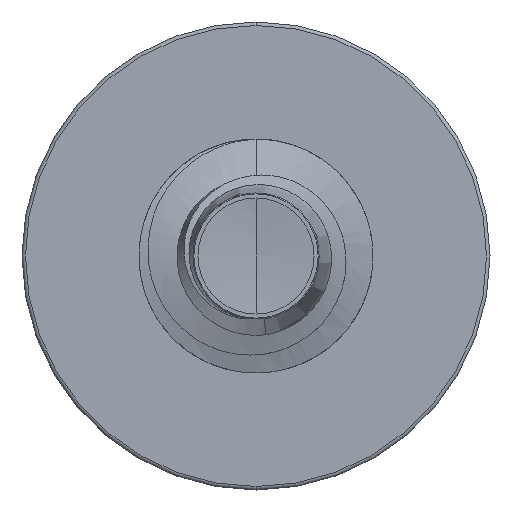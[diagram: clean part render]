
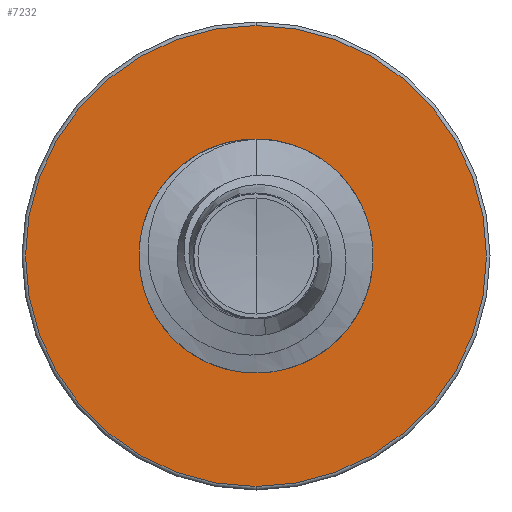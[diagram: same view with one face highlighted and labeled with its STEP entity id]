
A CAD part, front view. The second image highlights one B-rep face of the part: STEP entity #7232.
In plain terms, the highlighted planar face has unit normal (0, -1, 0).
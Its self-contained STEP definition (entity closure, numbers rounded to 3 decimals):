
#232 = CIRCLE ( 'NONE', #10521, 2.415 ) ;
#1013 = CARTESIAN_POINT ( 'NONE',  ( 0., 11., 4.925 ) ) ;
#1177 = ORIENTED_EDGE ( 'NONE', *, *, #8173, .T. ) ;
#1661 = DIRECTION ( 'NONE',  ( 0., 1., 0. ) ) ;
#2224 = CIRCLE ( 'NONE', #5126, 4.925 ) ;
#2525 = CIRCLE ( 'NONE', #9860, 4.925 ) ;
#2823 = CARTESIAN_POINT ( 'NONE',  ( 0., 11., 2.415 ) ) ;
#2901 = ORIENTED_EDGE ( 'NONE', *, *, #8078, .F. ) ;
#3357 = AXIS2_PLACEMENT_3D ( 'NONE', #6808, #3948, #10743 ) ;
#3428 = CIRCLE ( 'NONE', #7247, 2.415 ) ;
#3467 = VERTEX_POINT ( 'NONE', #1013 ) ;
#3615 = CARTESIAN_POINT ( 'NONE',  ( 0., 11., 0. ) ) ;
#3888 = CARTESIAN_POINT ( 'NONE',  ( 0., 11., 0. ) ) ;
#3948 = DIRECTION ( 'NONE',  ( 0., 1., 0. ) ) ;
#4579 = DIRECTION ( 'NONE',  ( 0., 0., 1. ) ) ;
#4845 = DIRECTION ( 'NONE',  ( 0., 0., 1. ) ) ;
#5126 = AXIS2_PLACEMENT_3D ( 'NONE', #3615, #10408, #4579 ) ;
#5461 = DIRECTION ( 'NONE',  ( 0., 1., 0. ) ) ;
#5709 = EDGE_CURVE ( 'NONE', #3467, #6190, #2224, .T. ) ;
#6190 = VERTEX_POINT ( 'NONE', #11627 ) ;
#6808 = CARTESIAN_POINT ( 'NONE',  ( 0., 11., -2.415 ) ) ;
#6918 = FACE_OUTER_BOUND ( 'NONE', #9829, .T. ) ;
#7232 = ADVANCED_FACE ( 'NONE', ( #6918, #11778 ), #9766, .F. ) ;
#7247 = AXIS2_PLACEMENT_3D ( 'NONE', #11291, #5461, #12254 ) ;
#7465 = CARTESIAN_POINT ( 'NONE',  ( 0., 11., 0. ) ) ;
#7481 = ORIENTED_EDGE ( 'NONE', *, *, #5709, .F. ) ;
#8005 = EDGE_CURVE ( 'NONE', #9452, #10503, #3428, .T. ) ;
#8078 = EDGE_CURVE ( 'NONE', #6190, #3467, #2525, .T. ) ;
#8173 = EDGE_CURVE ( 'NONE', #10503, #9452, #232, .T. ) ;
#8442 = DIRECTION ( 'NONE',  ( 0., 0., 1. ) ) ;
#8702 = EDGE_LOOP ( 'NONE', ( #1177, #9115 ) ) ;
#9115 = ORIENTED_EDGE ( 'NONE', *, *, #8005, .T. ) ;
#9452 = VERTEX_POINT ( 'NONE', #11838 ) ;
#9766 = PLANE ( 'NONE',  #3357 ) ;
#9829 = EDGE_LOOP ( 'NONE', ( #7481, #2901 ) ) ;
#9860 = AXIS2_PLACEMENT_3D ( 'NONE', #7465, #1661, #8442 ) ;
#10408 = DIRECTION ( 'NONE',  ( 0., 1., 0. ) ) ;
#10503 = VERTEX_POINT ( 'NONE', #2823 ) ;
#10521 = AXIS2_PLACEMENT_3D ( 'NONE', #3888, #10683, #4845 ) ;
#10683 = DIRECTION ( 'NONE',  ( 0., 1., 0. ) ) ;
#10743 = DIRECTION ( 'NONE',  ( 0., 0., 1. ) ) ;
#11291 = CARTESIAN_POINT ( 'NONE',  ( 0., 11., 0. ) ) ;
#11627 = CARTESIAN_POINT ( 'NONE',  ( 0., 11., -4.925 ) ) ;
#11778 = FACE_BOUND ( 'NONE', #8702, .T. ) ;
#11838 = CARTESIAN_POINT ( 'NONE',  ( 0., 11., -2.415 ) ) ;
#12254 = DIRECTION ( 'NONE',  ( 0., 0., 1. ) ) ;
